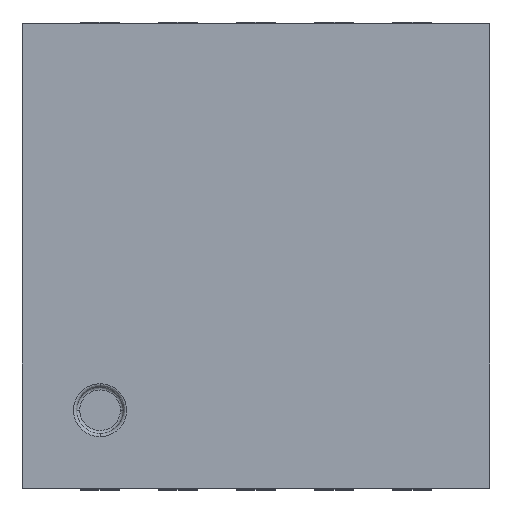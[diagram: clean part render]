
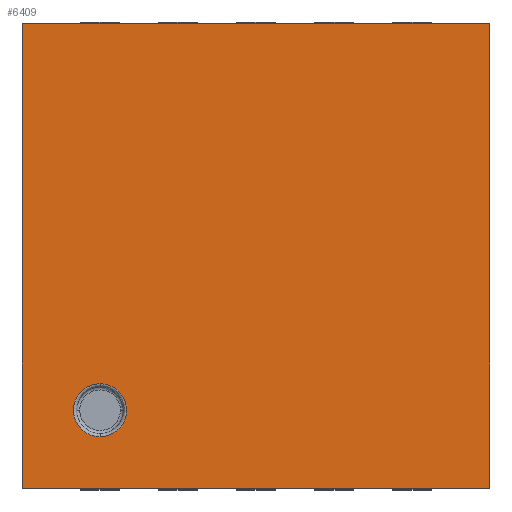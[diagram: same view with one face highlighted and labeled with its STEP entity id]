
A CAD part, top view. The second image highlights one B-rep face of the part: STEP entity #6409.
In plain terms, the highlighted planar face has unit normal (0, 0, 1).
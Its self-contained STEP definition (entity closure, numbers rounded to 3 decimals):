
#217 = ORIENTED_EDGE ( 'NONE', *, *, #3266, .T. ) ;
#254 = CARTESIAN_POINT ( 'NONE',  ( 2.5, -0.09, 0.8 ) ) ;
#269 = CARTESIAN_POINT ( 'NONE',  ( -0.5, -0.09, 0.8 ) ) ;
#468 = CARTESIAN_POINT ( 'NONE',  ( 0.17, 0.41, 0.8 ) ) ;
#706 = CARTESIAN_POINT ( 'NONE',  ( -0.5, 2.89, 0.8 ) ) ;
#769 =( BOUNDED_CURVE ( )  B_SPLINE_CURVE ( 3, ( #4772, #4794, #2303, #5816 ),
 .UNSPECIFIED., .F., .F. ) 
 B_SPLINE_CURVE_WITH_KNOTS ( ( 4, 4 ),
 ( 0., 0.667 ),
 .UNSPECIFIED. ) 
 CURVE ( )  GEOMETRIC_REPRESENTATION_ITEM ( )  RATIONAL_B_SPLINE_CURVE ( ( 1., 0.333, 0.333, 1. ) ) 
 REPRESENTATION_ITEM ( '' )  );
#788 = CARTESIAN_POINT ( 'NONE',  ( 0.1, 0.24, 0.8 ) ) ;
#873 = ORIENTED_EDGE ( 'NONE', *, *, #2529, .T. ) ;
#916 = CARTESIAN_POINT ( 'NONE',  ( 0., 0.58, 0.8 ) ) ;
#1046 = FACE_OUTER_BOUND ( 'NONE', #2575, .T. ) ;
#1131 = ORIENTED_EDGE ( 'NONE', *, *, #3395, .T. ) ;
#1288 = LINE ( 'NONE', #1577, #5128 ) ;
#1296 = CARTESIAN_POINT ( 'NONE',  ( 2.5, -0.09, 0.8 ) ) ;
#1309 =( BOUNDED_CURVE ( )  B_SPLINE_CURVE ( 3, ( #5378, #6438, #3923, #916 ),
 .UNSPECIFIED., .F., .F. ) 
 B_SPLINE_CURVE_WITH_KNOTS ( ( 4, 4 ),
 ( 0., 1. ),
 .UNSPECIFIED. ) 
 CURVE ( )  GEOMETRIC_REPRESENTATION_ITEM ( )  RATIONAL_B_SPLINE_CURVE ( ( 1., 0.805, 0.805, 1. ) ) 
 REPRESENTATION_ITEM ( '' )  );
#1409 = VERTEX_POINT ( 'NONE', #468 ) ;
#1577 = CARTESIAN_POINT ( 'NONE',  ( -0.5, -0.09, 0.8 ) ) ;
#1790 = EDGE_CURVE ( 'NONE', #3815, #4383, #1288, .T. ) ;
#1801 = CARTESIAN_POINT ( 'NONE',  ( 0.17, 0.31, 0.8 ) ) ;
#1820 = DIRECTION ( 'NONE',  ( 0., 0., -1. ) ) ;
#1931 = VERTEX_POINT ( 'NONE', #4802 ) ;
#1937 = AXIS2_PLACEMENT_3D ( 'NONE', #4817, #1820, #5331 ) ;
#1966 = VERTEX_POINT ( 'NONE', #2362 ) ;
#2220 = FACE_BOUND ( 'NONE', #3837, .T. ) ;
#2303 = CARTESIAN_POINT ( 'NONE',  ( -0.34, 0.24, 0.8 ) ) ;
#2337 = VECTOR ( 'NONE', #3334, 1000. ) ;
#2362 = CARTESIAN_POINT ( 'NONE',  ( -0.5, 2.89, 0.8 ) ) ;
#2390 = ORIENTED_EDGE ( 'NONE', *, *, #1790, .T. ) ;
#2529 = EDGE_CURVE ( 'NONE', #4383, #6173, #2905, .T. ) ;
#2575 = EDGE_LOOP ( 'NONE', ( #873, #1131, #217, #2390 ) ) ;
#2739 = VECTOR ( 'NONE', #4288, 1000. ) ;
#2763 = ORIENTED_EDGE ( 'NONE', *, *, #3908, .F. ) ;
#2774 = CARTESIAN_POINT ( 'NONE',  ( 0., 0.24, 0.8 ) ) ;
#2905 = LINE ( 'NONE', #254, #2739 ) ;
#2994 = EDGE_CURVE ( 'NONE', #1931, #3801, #769, .T. ) ;
#3266 = EDGE_CURVE ( 'NONE', #1966, #3815, #6307, .T. ) ;
#3334 = DIRECTION ( 'NONE',  ( -1., 0., 0. ) ) ;
#3395 = EDGE_CURVE ( 'NONE', #6173, #1966, #5710, .T. ) ;
#3622 = VECTOR ( 'NONE', #6221, 1000. ) ;
#3679 = CARTESIAN_POINT ( 'NONE',  ( 2.5, 2.89, 0.8 ) ) ;
#3801 = VERTEX_POINT ( 'NONE', #2774 ) ;
#3815 = VERTEX_POINT ( 'NONE', #269 ) ;
#3837 = EDGE_LOOP ( 'NONE', ( #5845, #2763, #5020 ) ) ;
#3908 = EDGE_CURVE ( 'NONE', #1409, #1931, #1309, .T. ) ;
#3923 = CARTESIAN_POINT ( 'NONE',  ( 0.1, 0.58, 0.8 ) ) ;
#4288 = DIRECTION ( 'NONE',  ( 0., 1., 0. ) ) ;
#4300 = CARTESIAN_POINT ( 'NONE',  ( 0., 0.24, 0.8 ) ) ;
#4358 = EDGE_CURVE ( 'NONE', #3801, #1409, #5211, .T. ) ;
#4383 = VERTEX_POINT ( 'NONE', #1296 ) ;
#4772 = CARTESIAN_POINT ( 'NONE',  ( 0., 0.58, 0.8 ) ) ;
#4794 = CARTESIAN_POINT ( 'NONE',  ( -0.34, 0.58, 0.8 ) ) ;
#4802 = CARTESIAN_POINT ( 'NONE',  ( 0., 0.58, 0.8 ) ) ;
#4817 = CARTESIAN_POINT ( 'NONE',  ( -0.5, 2.89, 0.8 ) ) ;
#5020 = ORIENTED_EDGE ( 'NONE', *, *, #4358, .F. ) ;
#5073 = DIRECTION ( 'NONE',  ( 1., 0., 0. ) ) ;
#5128 = VECTOR ( 'NONE', #5073, 1000. ) ;
#5211 =( BOUNDED_CURVE ( )  B_SPLINE_CURVE ( 3, ( #4300, #788, #1801, #5305 ),
 .UNSPECIFIED., .F., .F. ) 
 B_SPLINE_CURVE_WITH_KNOTS ( ( 4, 4 ),
 ( 0.667, 1. ),
 .UNSPECIFIED. ) 
 CURVE ( )  GEOMETRIC_REPRESENTATION_ITEM ( )  RATIONAL_B_SPLINE_CURVE ( ( 1., 0.805, 0.805, 1. ) ) 
 REPRESENTATION_ITEM ( '' )  );
#5305 = CARTESIAN_POINT ( 'NONE',  ( 0.17, 0.41, 0.8 ) ) ;
#5331 = DIRECTION ( 'NONE',  ( -1., 0., 0. ) ) ;
#5378 = CARTESIAN_POINT ( 'NONE',  ( 0.17, 0.41, 0.8 ) ) ;
#5710 = LINE ( 'NONE', #5839, #2337 ) ;
#5815 = PLANE ( 'NONE',  #1937 ) ;
#5816 = CARTESIAN_POINT ( 'NONE',  ( 0., 0.24, 0.8 ) ) ;
#5839 = CARTESIAN_POINT ( 'NONE',  ( 2.5, 2.89, 0.8 ) ) ;
#5845 = ORIENTED_EDGE ( 'NONE', *, *, #2994, .F. ) ;
#6173 = VERTEX_POINT ( 'NONE', #3679 ) ;
#6221 = DIRECTION ( 'NONE',  ( 0., -1., 0. ) ) ;
#6307 = LINE ( 'NONE', #706, #3622 ) ;
#6409 = ADVANCED_FACE ( 'NONE', ( #1046, #2220 ), #5815, .F. ) ;
#6438 = CARTESIAN_POINT ( 'NONE',  ( 0.17, 0.51, 0.8 ) ) ;
